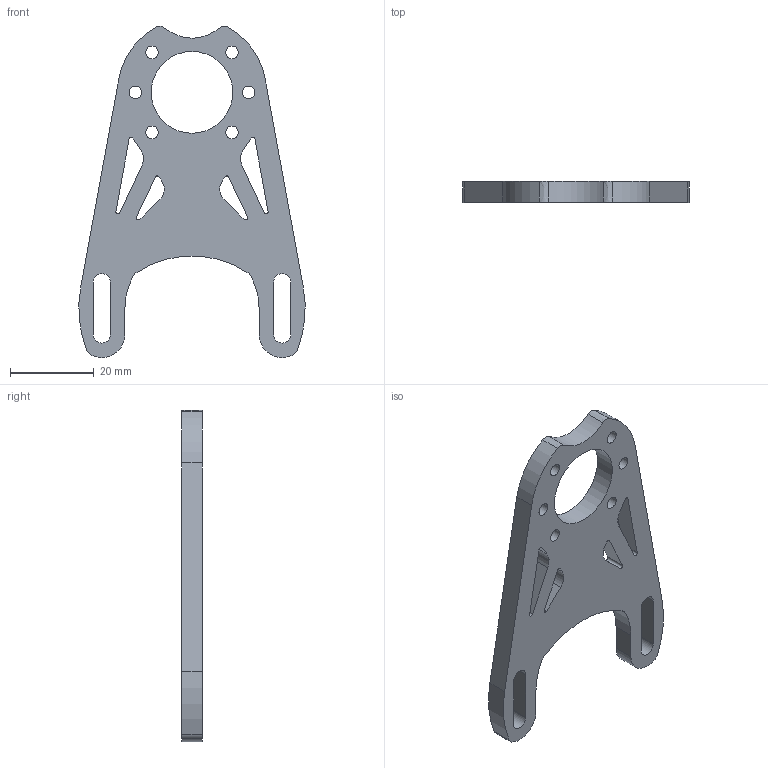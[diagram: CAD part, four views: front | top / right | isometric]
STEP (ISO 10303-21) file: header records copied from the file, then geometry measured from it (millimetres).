
FILE_DESCRIPTION(/* description */ (''),/* implementation_level */ '2;1');
FILE_NAME(/* name */ 'Motor Holder v3 - 225 - ALUMINIUM.stp',/* time_stamp */ '2019-07-16T17:22:37+02:00',/* author */ ('Petar'),/* organization */ (''),/* preprocessor_version */ 'ST-DEVELOPER v17.2',/* originating_system */ 'Autodesk Inventor 2019',/* authorisation */ '');
FILE_SCHEMA (('AUTOMOTIVE_DESIGN { 1 0 10303 214 3 1 1 }'));
Length unit declared in the file: millimetre
Products named in the file (1): Motor Holder v3
Bounding box: 53.96 x 5 x 78.97 mm (x, y, z)
Volume: 10266.9 mm3; surface area: 7060.7 mm2
Topology: 1 solids, 1 shells, 61 faces, 177 edges, 118 vertices
Faces by surface type: cylinder 36, plane 22, bspline 3
Full cylindrical faces by diameter (mm): 3 x6, 19.5 x1
Entity records: 2190 total; most frequent: CARTESIAN_POINT 440, DIRECTION 357, ORIENTED_EDGE 354, EDGE_CURVE 177, AXIS2_PLACEMENT_3D 131, VERTEX_POINT 118, LINE 95, VECTOR 95
